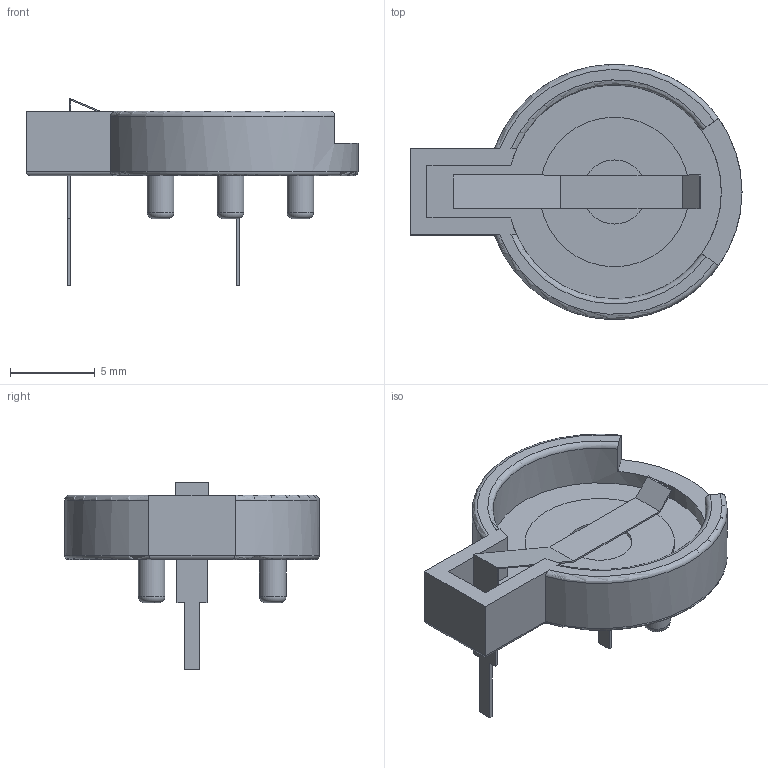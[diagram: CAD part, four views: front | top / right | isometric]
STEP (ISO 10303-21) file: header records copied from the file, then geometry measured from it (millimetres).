
FILE_DESCRIPTION(/* description */ ('model of BatteryHolder_Keystone_500'),/* implementation_level */ '2;1');
FILE_NAME(/* name */ 'BatteryHolder_Keystone_500.step',/* time_stamp */ '2018-12-13T15:58:05',/* author */ ('kicad StepUp','ksu'),/* organization */ ('FreeCAD'),/* preprocessor_version */ 'OCC',/* originating_system */ 'kicad StepUp',/* authorisation */ '');
FILE_SCHEMA(('AUTOMOTIVE_DESIGN { 1 0 10303 214 1 1 1 1 }'));
Length unit declared in the file: millimetre
Products named in the file (1): Keystone_500
Bounding box: 19.6 x 15.06 x 11.07 mm (x, y, z)
Volume: 385.3 mm3; surface area: 879 mm2
Topology: 1 solids, 1 shells, 69 faces, 175 edges, 116 vertices
Faces by surface type: plane 50, cylinder 10, torus 9
Full cylindrical faces by diameter (mm): 1.57 x3, 3.786 x1, 8.834 x1
Entity records: 1553 total; most frequent: CARTESIAN_POINT 294, ORIENTED_EDGE 266, EDGE_CURVE 175, LINE 118, VERTEX_POINT 116, AXIS2_PLACEMENT_3D 84, FACE_BOUND 77, EDGE_LOOP 77
